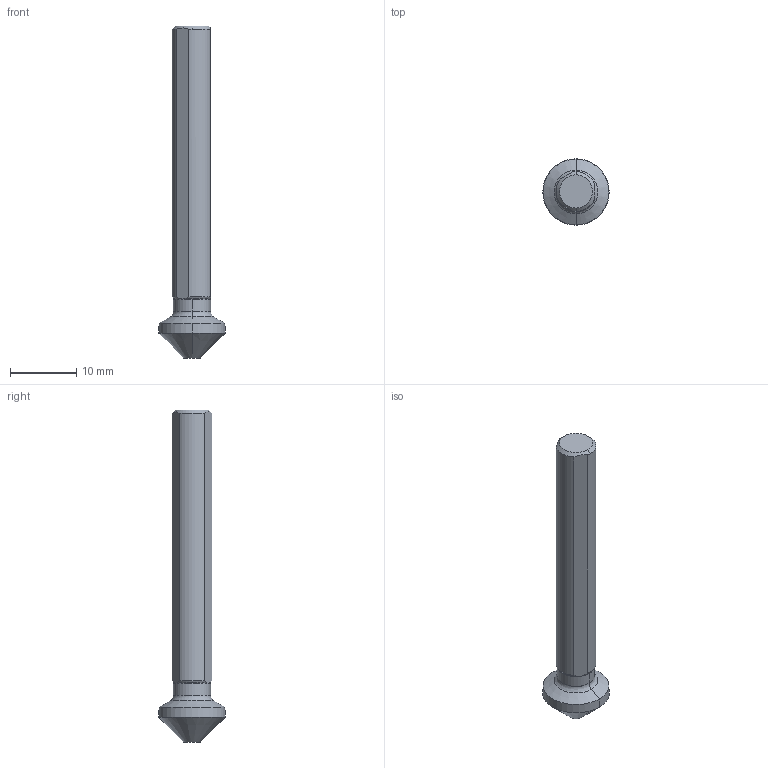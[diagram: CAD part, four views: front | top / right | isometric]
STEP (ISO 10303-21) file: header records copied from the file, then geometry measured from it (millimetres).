
FILE_DESCRIPTION((''),'2;1');
FILE_NAME('607366592-000-00-E43','2020-01-31T14:38:17',('winkhartd'),(''),'CREO PARAMETRIC BY PTC INC, 2019030','CREO PARAMETRIC BY PTC INC, 2019030','');
FILE_SCHEMA(('AP242_MANAGED_MODEL_BASED_3D_ENGINEERING_MIM_LF { 1 0 10303 442 1 1 4 }'));
Length unit declared in the file: millimetre
Products named in the file (1): 607366592-000-00-E43
Bounding box: 10 x 10 x 50 mm (x, y, z)
Volume: 1489.9 mm3; surface area: 1048.6 mm2
Topology: 1 solids, 1 shells, 32 faces, 107 edges, 81 vertices
Faces by surface type: plane 11, cone 11, torus 5, cylinder 5
Entity records: 1789 total; most frequent: CARTESIAN_POINT 303, DIRECTION 200, ORIENTED_EDGE 152, PRESENTATION_STYLE_ASSIGNMENT 116, STYLED_ITEM 111, CURVE_STYLE 110, AXIS2_PLACEMENT_3D 78, EDGE_CURVE 76
